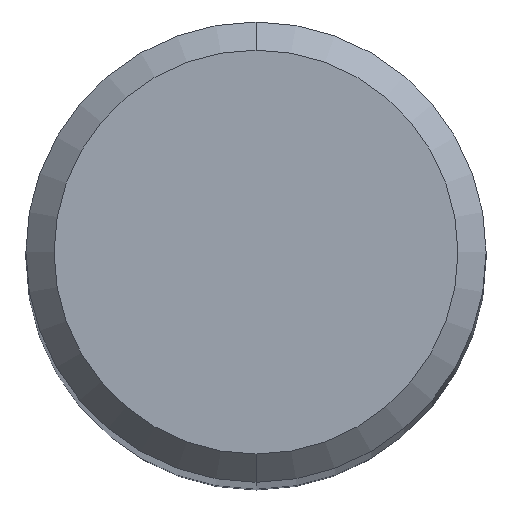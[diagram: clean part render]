
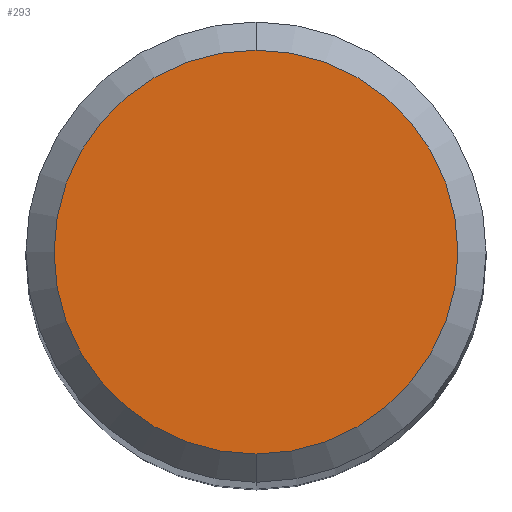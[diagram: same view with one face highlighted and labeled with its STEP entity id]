
A CAD part, top view. The second image highlights one B-rep face of the part: STEP entity #293.
In plain terms, the highlighted planar face has unit normal (0, 0, 1).
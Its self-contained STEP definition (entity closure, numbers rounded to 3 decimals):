
#165=VERTEX_POINT('',#400);
#279=EDGE_CURVE('',#281,#165,#532,.T.);
#281=VERTEX_POINT('',#534);
#293=ADVANCED_FACE('',(#547),#548,.T.);
#331=EDGE_CURVE('',#165,#281,#589,.T.);
#400=CARTESIAN_POINT('',(0.,-2.15,0.0));
#532=CIRCLE('',#824,2.15);
#534=CARTESIAN_POINT('',(0.0,2.15,0.0));
#547=FACE_OUTER_BOUND('',#842,.T.);
#548=PLANE('',#843);
#589=CIRCLE('',#900,2.15);
#824=AXIS2_PLACEMENT_3D('',#1161,#1162,#1163);
#842=EDGE_LOOP('',(#1182,#1183));
#843=AXIS2_PLACEMENT_3D('',#1184,#1185,#1186);
#900=AXIS2_PLACEMENT_3D('',#1222,#1223,#1224);
#1161=CARTESIAN_POINT('',(0.0,0.0,0.0));
#1162=DIRECTION('',(0.0,0.0,-1.0));
#1163=DIRECTION('',(0.0,1.0,0.0));
#1182=ORIENTED_EDGE('',*,*,#279,.F.);
#1183=ORIENTED_EDGE('',*,*,#331,.F.);
#1184=CARTESIAN_POINT('',(0.0,1.075,0.0));
#1185=DIRECTION('',(-0.0,0.0,1.0));
#1186=DIRECTION('',(0.0,-1.0,0.0));
#1222=CARTESIAN_POINT('',(0.0,0.0,0.0));
#1223=DIRECTION('',(0.0,0.0,-1.0));
#1224=DIRECTION('',(0.0,1.0,0.0));
